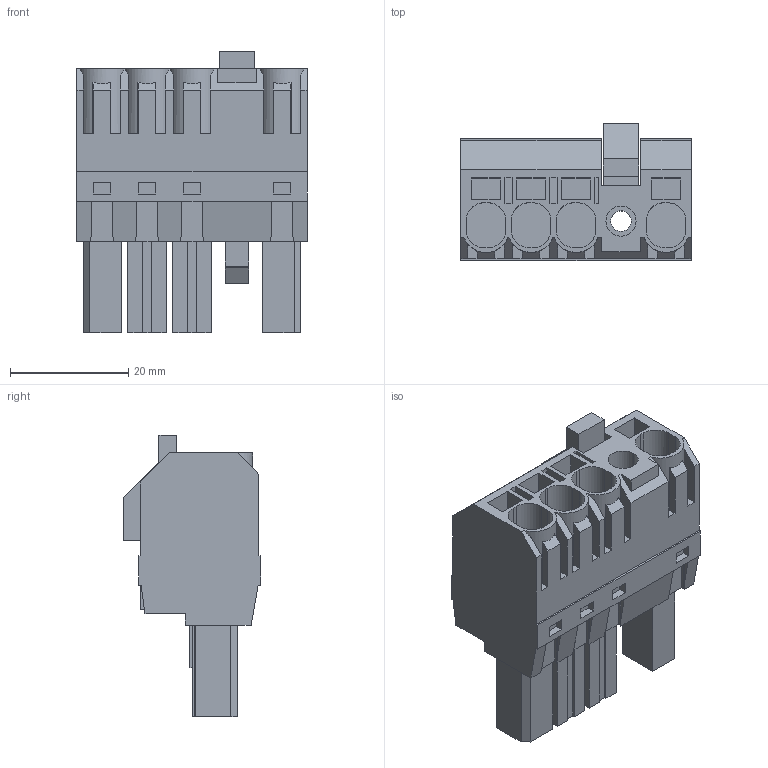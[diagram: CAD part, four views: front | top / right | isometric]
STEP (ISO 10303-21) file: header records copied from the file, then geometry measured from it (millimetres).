
FILE_DESCRIPTION(('CATIA V5 STEP Exchange','CAx-IF Rec.Pracs.--- Model Styling and Organization---1.4--- 2014-01-23'),'2;1');
FILE_NAME ('D1451982_1_1430140000_1430140000.stp','2023-09-07T12:51:02+00:00',('none'),('Weidmueller'),'CATIA Version 5-6 Release 2016 SP3 HF44','CATIA V5 STEP AP214','none');
FILE_SCHEMA(('AUTOMOTIVE_DESIGN { 1 0 10303 214 1 1 1 1 }'));
Length unit declared in the file: millimetre
Products named in the file (1): 1430140000
Bounding box: 39 x 23.2 x 47.7 mm (x, y, z)
Volume: 21074.2 mm3; surface area: 10610.5 mm2
Topology: 2 solids, 2 shells, 411 faces, 1176 edges, 797 vertices
Faces by surface type: plane 387, cylinder 24
Entity records: 12805 total; most frequent: CARTESIAN_POINT 2504, ORIENTED_EDGE 2352, DIRECTION 1731, EDGE_CURVE 1176, VECTOR 1112, LINE 1112, VERTEX_POINT 797, EDGE_LOOP 441
